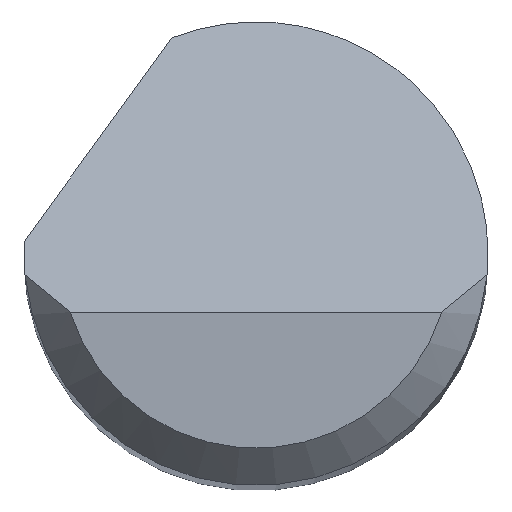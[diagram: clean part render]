
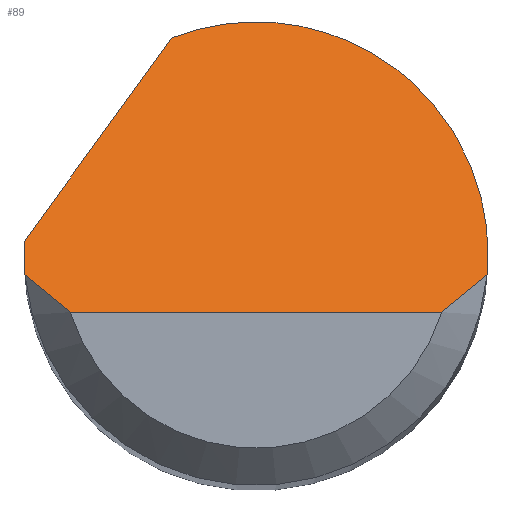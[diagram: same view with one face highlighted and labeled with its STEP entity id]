
A CAD part, top view. The second image highlights one B-rep face of the part: STEP entity #89.
In plain terms, the highlighted planar face has unit normal (0, 0.707, 0.707).
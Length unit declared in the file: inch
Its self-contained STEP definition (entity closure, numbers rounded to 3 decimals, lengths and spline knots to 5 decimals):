
#59 = CARTESIAN_POINT ( 'NONE',  ( -0.09375, 0., 1.47625 ) ) ;
#67 = CARTESIAN_POINT ( 'NONE',  ( 0.09375, 0.07266, 1.40359 ) ) ;
#73 = LINE ( 'NONE', #682, #465 ) ;
#79 = CARTESIAN_POINT ( 'NONE',  ( -0.09375, 0., 1.47625 ) ) ;
#83 = EDGE_CURVE ( 'NONE', #877, #306, #438, .T. ) ;
#89 = ADVANCED_FACE ( 'NONE', ( #779 ), #447, .F. ) ;
#90 =( BOUNDED_CURVE ( )  B_SPLINE_CURVE ( 3, ( #212, #418, #487, #79 ),
 .UNSPECIFIED., .F., .F. ) 
 B_SPLINE_CURVE_WITH_KNOTS ( ( 4, 4 ),
 ( 4.61892, 4.71239 ),
 .UNSPECIFIED. ) 
 CURVE ( )  GEOMETRIC_REPRESENTATION_ITEM ( )  RATIONAL_B_SPLINE_CURVE ( ( 1., 0.999, 0.999, 1. ) ) 
 REPRESENTATION_ITEM ( '' )  );
#105 = DIRECTION ( 'NONE',  ( 0., -0.707, -0.707 ) ) ;
#108 = VERTEX_POINT ( 'NONE', #109 ) ;
#109 = CARTESIAN_POINT ( 'NONE',  ( -0.09334, -0.00875, 1.485 ) ) ;
#116 = CARTESIAN_POINT ( 'NONE',  ( 0.09334, -0.00875, 1.485 ) ) ;
#121 = CARTESIAN_POINT ( 'NONE',  ( -0.09334, -0.00875, 1.485 ) ) ;
#125 = VECTOR ( 'NONE', #450, 39.37008 ) ;
#133 = CARTESIAN_POINT ( 'NONE',  ( 0.03379, 0.11369, 1.36256 ) ) ;
#135 = CARTESIAN_POINT ( 'NONE',  ( -0.09371, 0.00333, 1.47292 ) ) ;
#140 = ORIENTED_EDGE ( 'NONE', *, *, #887, .F. ) ;
#141 = EDGE_CURVE ( 'NONE', #306, #853, #456, .T. ) ;
#151 = ORIENTED_EDGE ( 'NONE', *, *, #689, .F. ) ;
#161 = EDGE_CURVE ( 'NONE', #108, #877, #229, .T. ) ;
#180 = CARTESIAN_POINT ( 'NONE',  ( 0.09375, 0., 1.47625 ) ) ;
#181 = CARTESIAN_POINT ( 'NONE',  ( 0.09361, -0.00584, 1.48209 ) ) ;
#192 = DIRECTION ( 'NONE',  ( 0.456, 0.629, -0.629 ) ) ;
#200 = CARTESIAN_POINT ( 'NONE',  ( 0.08761, -0.01397, 1.49022 ) ) ;
#212 = CARTESIAN_POINT ( 'NONE',  ( -0.09334, -0.00875, 1.485 ) ) ;
#219 = EDGE_CURVE ( 'NONE', #270, #875, #272, .T. ) ;
#221 = ORIENTED_EDGE ( 'NONE', *, *, #517, .F. ) ;
#229 = B_SPLINE_CURVE_WITH_KNOTS ( 'NONE', 3,
 ( #121, #815, #401, #406 ),
 .UNSPECIFIED., .F., .F.,
 ( 4, 4 ),
 ( 0., 0.00071 ),
 .UNSPECIFIED. ) ;
#243 = CARTESIAN_POINT ( 'NONE',  ( 0., -0.02375, 1.5 ) ) ;
#258 = ORIENTED_EDGE ( 'NONE', *, *, #219, .F. ) ;
#266 = EDGE_LOOP ( 'NONE', ( #700, #429, #302, #258, #140, #221, #151, #289 ) ) ;
#270 = VERTEX_POINT ( 'NONE', #667 ) ;
#271 = CARTESIAN_POINT ( 'NONE',  ( 0.09334, -0.00875, 1.485 ) ) ;
#272 =( BOUNDED_CURVE ( )  B_SPLINE_CURVE ( 3, ( #676, #133, #67, #180 ),
 .UNSPECIFIED., .F., .T. ) 
 B_SPLINE_CURVE_WITH_KNOTS ( ( 4, 4 ),
 ( 5.91277, 7.85398 ),
 .UNSPECIFIED. ) 
 CURVE ( )  GEOMETRIC_REPRESENTATION_ITEM ( )  RATIONAL_B_SPLINE_CURVE ( ( 1., 0.71, 0.71, 1. ) ) 
 REPRESENTATION_ITEM ( '' )  );
#289 = ORIENTED_EDGE ( 'NONE', *, *, #161, .T. ) ;
#302 = ORIENTED_EDGE ( 'NONE', *, *, #472, .F. ) ;
#306 = VERTEX_POINT ( 'NONE', #348 ) ;
#315 = CARTESIAN_POINT ( 'NONE',  ( 0.09375, 0., 1.47625 ) ) ;
#323 = CARTESIAN_POINT ( 'NONE',  ( 0.07508, -0.02375, 1.5 ) ) ;
#328 = CARTESIAN_POINT ( 'NONE',  ( 0.09375, 0., 1.47625 ) ) ;
#330 = CARTESIAN_POINT ( 'NONE',  ( -0.09375, 0.00167, 1.47458 ) ) ;
#348 = CARTESIAN_POINT ( 'NONE',  ( 0.07508, -0.02375, 1.5 ) ) ;
#374 = VERTEX_POINT ( 'NONE', #630 ) ;
#379 = DIRECTION ( 'NONE',  ( 0., 0.707, -0.707 ) ) ;
#390 =( BOUNDED_CURVE ( )  B_SPLINE_CURVE ( 3, ( #59, #330, #135, #408 ),
 .UNSPECIFIED., .F., .T. ) 
 B_SPLINE_CURVE_WITH_KNOTS ( ( 4, 4 ),
 ( 4.71239, 4.76575 ),
 .UNSPECIFIED. ) 
 CURVE ( )  GEOMETRIC_REPRESENTATION_ITEM ( )  RATIONAL_B_SPLINE_CURVE ( ( 1., 1., 1., 1. ) ) 
 REPRESENTATION_ITEM ( '' )  );
#401 = CARTESIAN_POINT ( 'NONE',  ( -0.08157, -0.019, 1.49525 ) ) ;
#406 = CARTESIAN_POINT ( 'NONE',  ( -0.07508, -0.02375, 1.5 ) ) ;
#408 = CARTESIAN_POINT ( 'NONE',  ( -0.09362, 0.005, 1.47125 ) ) ;
#418 = CARTESIAN_POINT ( 'NONE',  ( -0.09361, -0.00584, 1.48209 ) ) ;
#429 = ORIENTED_EDGE ( 'NONE', *, *, #141, .T. ) ;
#438 = LINE ( 'NONE', #243, #125 ) ;
#447 = PLANE ( 'NONE',  #873 ) ;
#450 = DIRECTION ( 'NONE',  ( 1., 0., 0. ) ) ;
#456 = B_SPLINE_CURVE_WITH_KNOTS ( 'NONE', 3,
 ( #323, #742, #200, #271 ),
 .UNSPECIFIED., .F., .F.,
 ( 4, 4 ),
 ( 0., 0.00071 ),
 .UNSPECIFIED. ) ;
#465 = VECTOR ( 'NONE', #192, 39.37008 ) ;
#472 = EDGE_CURVE ( 'NONE', #875, #853, #865, .T. ) ;
#482 = VERTEX_POINT ( 'NONE', #867 ) ;
#487 = CARTESIAN_POINT ( 'NONE',  ( -0.09375, -0.00292, 1.47917 ) ) ;
#517 = EDGE_CURVE ( 'NONE', #374, #482, #390, .T. ) ;
#597 = CARTESIAN_POINT ( 'NONE',  ( 0.09375, -0.00292, 1.47917 ) ) ;
#618 = CARTESIAN_POINT ( 'NONE',  ( -0.07508, -0.02375, 1.5 ) ) ;
#630 = CARTESIAN_POINT ( 'NONE',  ( -0.09375, 0., 1.47625 ) ) ;
#667 = CARTESIAN_POINT ( 'NONE',  ( -0.03394, 0.08739, 1.38886 ) ) ;
#676 = CARTESIAN_POINT ( 'NONE',  ( -0.03394, 0.08739, 1.38886 ) ) ;
#682 = CARTESIAN_POINT ( 'NONE',  ( -0.11014, -0.01781, 1.49406 ) ) ;
#689 = EDGE_CURVE ( 'NONE', #108, #374, #90, .T. ) ;
#700 = ORIENTED_EDGE ( 'NONE', *, *, #83, .T. ) ;
#726 = CARTESIAN_POINT ( 'NONE',  ( -0.09375, -0.02375, 1.5 ) ) ;
#742 = CARTESIAN_POINT ( 'NONE',  ( 0.08157, -0.019, 1.49525 ) ) ;
#779 = FACE_OUTER_BOUND ( 'NONE', #266, .T. ) ;
#815 = CARTESIAN_POINT ( 'NONE',  ( -0.08761, -0.01397, 1.49022 ) ) ;
#817 = CARTESIAN_POINT ( 'NONE',  ( 0.09334, -0.00875, 1.485 ) ) ;
#853 = VERTEX_POINT ( 'NONE', #817 ) ;
#865 =( BOUNDED_CURVE ( )  B_SPLINE_CURVE ( 3, ( #315, #597, #181, #116 ),
 .UNSPECIFIED., .F., .F. ) 
 B_SPLINE_CURVE_WITH_KNOTS ( ( 4, 4 ),
 ( 1.5708, 1.66427 ),
 .UNSPECIFIED. ) 
 CURVE ( )  GEOMETRIC_REPRESENTATION_ITEM ( )  RATIONAL_B_SPLINE_CURVE ( ( 1., 0.999, 0.999, 1. ) ) 
 REPRESENTATION_ITEM ( '' )  );
#867 = CARTESIAN_POINT ( 'NONE',  ( -0.09362, 0.005, 1.47125 ) ) ;
#873 = AXIS2_PLACEMENT_3D ( 'NONE', #726, #105, #379 ) ;
#875 = VERTEX_POINT ( 'NONE', #328 ) ;
#877 = VERTEX_POINT ( 'NONE', #618 ) ;
#887 = EDGE_CURVE ( 'NONE', #482, #270, #73, .T. ) ;
